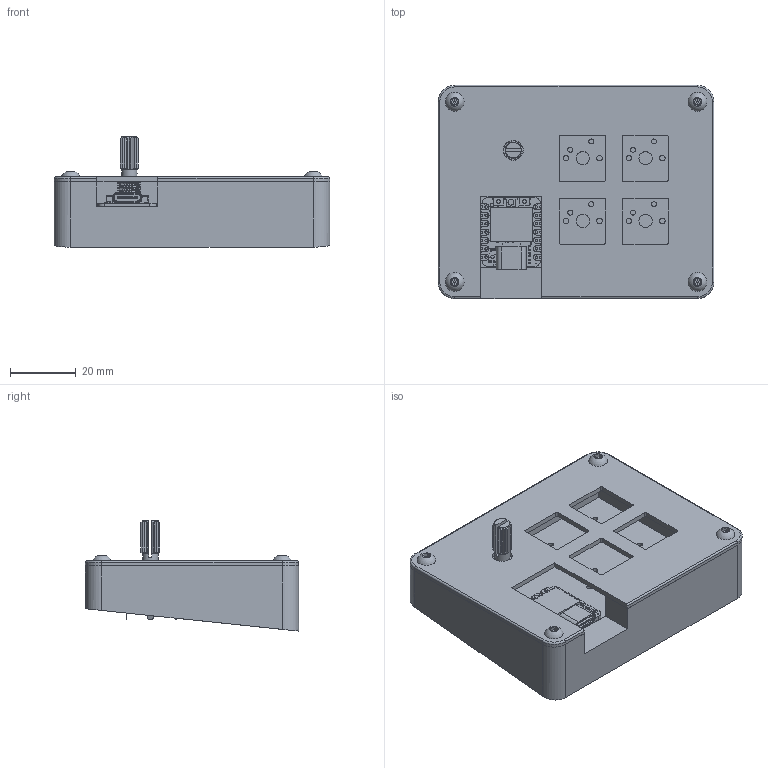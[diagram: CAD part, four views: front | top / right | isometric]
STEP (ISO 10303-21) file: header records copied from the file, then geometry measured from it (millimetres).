
FILE_DESCRIPTION(/* description */ (''),/* implementation_level */ '2;1');
FILE_NAME(/* name */ 'MacropadCAD.step',/* time_stamp */ '2025-12-13T23:11:00-08:00',/* author */ (''),/* organization */ (''),/* preprocessor_version */ 'ST-DEVELOPER v20.1',/* originating_system */ 'Autodesk Translation Framework v14.21.0.0',/* authorisation */ '');
FILE_SCHEMA (('AUTOMOTIVE_DESIGN { 1 0 10303 214 3 1 1 }'));
Products named in the file (21): 2025-12-11-18-06-34-363; 2025-12-11-19-36-46-652; AmeliasHackpad 1; AmeliasHackpad_PCB; root; Seeed Studio XIAO RP2040; Tiny stuff; LED; LED_1; Programmer port or something; USB-C bits; Power probably; Main terminals; Right; Left; 2025-12-12-12-52-04-218; EC11_Rotary_Encoder_Switched; BHSBHCS ANSI B18.3.4M - M3 x 0.5 x 12 Steel Grade 2 Plain; BHSBHCS ANSI B18.3.4M - M3 x 0.5 x 20 Steel Grade 2 Plain; m3_square_nut_THREADED; HN BS 4183 - M3 Steel 6 Plain
Assembly tree (24 placements, depth 5):
  2025-12-11-18-06-34-363
    root
      Seeed Studio XIAO RP2040
        Tiny stuff
        LED
        LED_1
        Programmer port or something
        USB-C bits
        Power probably
        Main terminals
          Right
          Left
    2025-12-12-12-52-04-218
    EC11_Rotary_Encoder_Switched
    BHSBHCS ANSI B18.3.4M - M3 x 0.5 x 12 Steel Grade 2 Plain  x2
    BHSBHCS ANSI B18.3.4M - M3 x 0.5 x 20 Steel Grade 2 Plain  x2
    m3_square_nut_THREADED
    HN BS 4183 - M3 Steel 6 Plain  x4
  2025-12-11-19-36-46-652
    AmeliasHackpad 1
      AmeliasHackpad_PCB
Bounding box: 83.73 x 64.72 x 33.45 mm (x, y, z)
Volume: 68787.5 mm3; surface area: 39599.6 mm2
Topology: 65 solids, 65 shells, 2033 faces, 5207 edges, 3373 vertices
Faces by surface type: plane 1210, cylinder 502, bspline 231, cone 54, torus 32, sphere 4
Full cylindrical faces by diameter (mm): 0.203 x98, 0.529 x2, 0.572 x8, 0.6 x2, 0.75 x13, 0.889 x14, 1 x8, 1.1 x2, 1.5 x8, 1.7 x8, 1.81 x2, 2.529 x6, 2.927 x4, 3 x2, 3.4 x6, 4 x4, 4.5 x4, 4.7 x1, 6 x1, 6.5 x6, 7 x8
Entity records: 69053 total; most frequent: CARTESIAN_POINT 19852, ORIENTED_EDGE 10116, DIRECTION 9109, EDGE_CURVE 5058, LINE 3389, VECTOR 3389, VERTEX_POINT 3281, AXIS2_PLACEMENT_3D 2860
